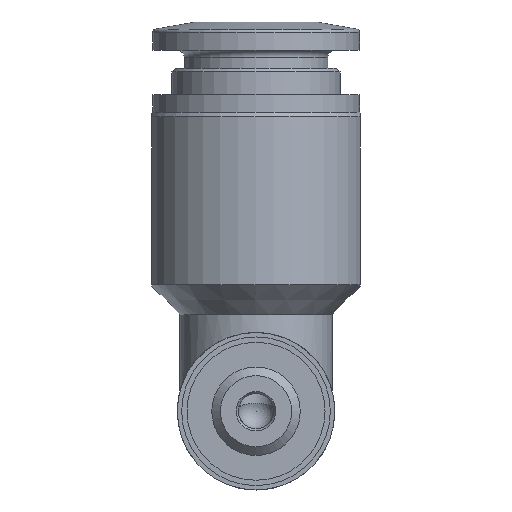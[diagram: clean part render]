
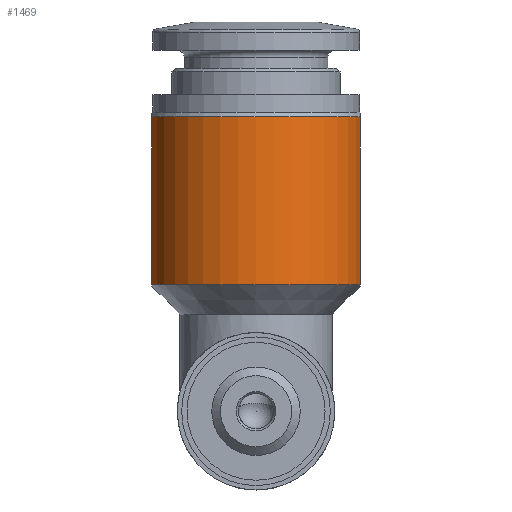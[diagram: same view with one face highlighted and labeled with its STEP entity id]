
A CAD part, front view. The second image highlights one B-rep face of the part: STEP entity #1469.
In plain terms, the highlighted cylindrical face has radius 6 mm (diameter 12 mm), a partial arc.
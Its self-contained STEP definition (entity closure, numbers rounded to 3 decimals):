
#56=CYLINDRICAL_SURFACE('',#1555,6.);
#76=CIRCLE('',#1553,6.);
#78=CIRCLE('',#1556,6.);
#149=ORIENTED_EDGE('',*,*,#397,.F.);
#150=ORIENTED_EDGE('',*,*,#398,.F.);
#151=ORIENTED_EDGE('',*,*,#399,.F.);
#152=ORIENTED_EDGE('',*,*,#394,.T.);
#394=EDGE_CURVE('',#519,#518,#76,.T.);
#397=EDGE_CURVE('',#521,#518,#604,.F.);
#398=EDGE_CURVE('',#522,#521,#78,.T.);
#399=EDGE_CURVE('',#519,#522,#605,.T.);
#518=VERTEX_POINT('',#2038);
#519=VERTEX_POINT('',#2040);
#521=VERTEX_POINT('',#2049);
#522=VERTEX_POINT('',#2051);
#604=LINE('',#2048,#650);
#605=LINE('',#2052,#651);
#650=VECTOR('',#1712,1000.);
#651=VECTOR('',#1715,1000.);
#696=EDGE_LOOP('',(#149,#150,#151,#152));
#811=FACE_BOUND('',#696,.T.);
#1469=ADVANCED_FACE('',(#811),#56,.T.);
#1553=AXIS2_PLACEMENT_3D('',#2039,#1706,#1707);
#1555=AXIS2_PLACEMENT_3D('',#2047,#1710,#1711);
#1556=AXIS2_PLACEMENT_3D('',#2050,#1713,#1714);
#1706=DIRECTION('',(0.,0.,-1.));
#1707=DIRECTION('',(-1.,0.,0.));
#1710=DIRECTION('',(0.,0.,-1.));
#1711=DIRECTION('',(-1.,0.,0.));
#1712=DIRECTION('',(0.,0.,-1.));
#1713=DIRECTION('',(0.,0.,-1.));
#1714=DIRECTION('',(-1.,0.,0.));
#1715=DIRECTION('',(0.,0.,-1.));
#2038=CARTESIAN_POINT('',(-5.9,-1.091,16.64));
#2039=CARTESIAN_POINT('',(0.,0.,16.64));
#2040=CARTESIAN_POINT('',(5.9,-1.091,16.64));
#2047=CARTESIAN_POINT('',(0.,0.,0.));
#2048=CARTESIAN_POINT('',(-5.9,-1.091,0.));
#2049=CARTESIAN_POINT('',(-5.9,-1.091,7.15));
#2050=CARTESIAN_POINT('',(0.,0.,7.15));
#2051=CARTESIAN_POINT('',(5.9,-1.091,7.15));
#2052=CARTESIAN_POINT('',(5.9,-1.091,0.));
